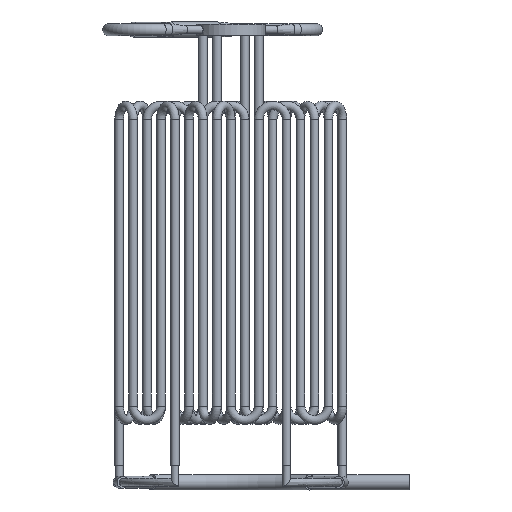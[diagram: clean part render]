
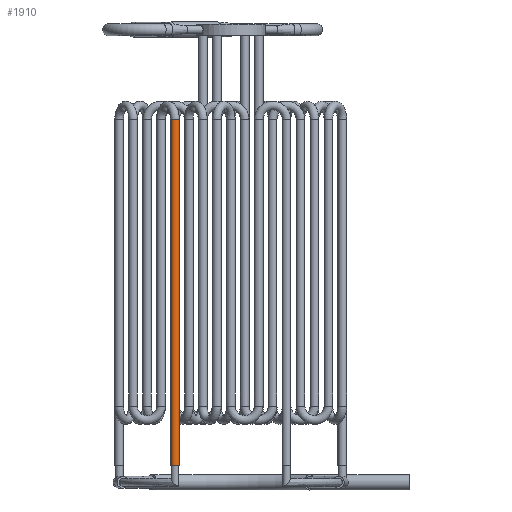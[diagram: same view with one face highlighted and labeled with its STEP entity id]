
A CAD part, left-side view. The second image highlights one B-rep face of the part: STEP entity #1910.
In plain terms, the highlighted cylindrical face has radius 14.922 mm (diameter 29.845 mm), a full revolution.
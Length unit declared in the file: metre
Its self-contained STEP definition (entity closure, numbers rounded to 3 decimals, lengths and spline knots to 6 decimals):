
#123=CYLINDRICAL_SURFACE('',#2138,0.014923);
#282=ORIENTED_EDGE('',*,*,#614,.F.);
#283=ORIENTED_EDGE('',*,*,#608,.T.);
#608=EDGE_CURVE('',#795,#795,#972,.T.);
#614=EDGE_CURVE('',#801,#801,#978,.T.);
#795=VERTEX_POINT('',#3844);
#801=VERTEX_POINT('',#3862);
#972=CIRCLE('',#2127,0.014923);
#978=CIRCLE('',#2139,0.014923);
#1198=EDGE_LOOP('',(#282));
#1199=EDGE_LOOP('',(#283));
#1566=FACE_BOUND('',#1198,.T.);
#1567=FACE_BOUND('',#1199,.T.);
#1910=ADVANCED_FACE('',(#1566,#1567),#123,.T.);
#2127=AXIS2_PLACEMENT_3D('',#3843,#2546,#2547);
#2138=AXIS2_PLACEMENT_3D('',#3860,#2568,#2569);
#2139=AXIS2_PLACEMENT_3D('',#3861,#2570,#2571);
#2546=DIRECTION('',(0.,0.,1.));
#2547=DIRECTION('',(-0.5,-0.866,0.));
#2568=DIRECTION('',(0.,0.,-1.));
#2569=DIRECTION('',(0.5,0.866,0.));
#2570=DIRECTION('',(0.,0.,1.));
#2571=DIRECTION('',(-0.866,-0.5,0.));
#3843=CARTESIAN_POINT('',(-0.329956,0.1905,-0.257175));
#3844=CARTESIAN_POINT('',(-0.337417,0.177577,-0.257175));
#3860=CARTESIAN_POINT('',(-0.329956,0.1905,0.923925));
#3861=CARTESIAN_POINT('',(-0.329956,0.1905,0.923925));
#3862=CARTESIAN_POINT('',(-0.342879,0.183039,0.923925));
